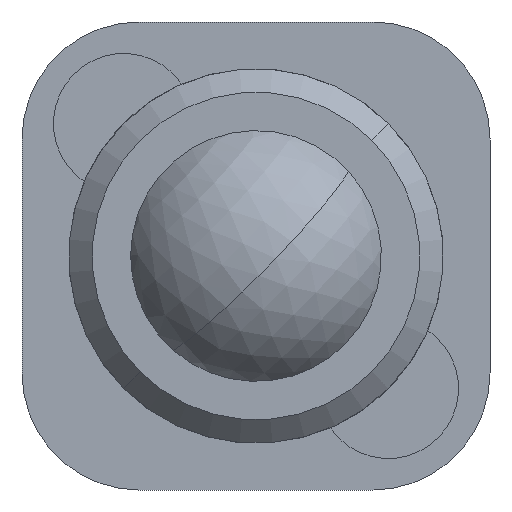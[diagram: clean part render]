
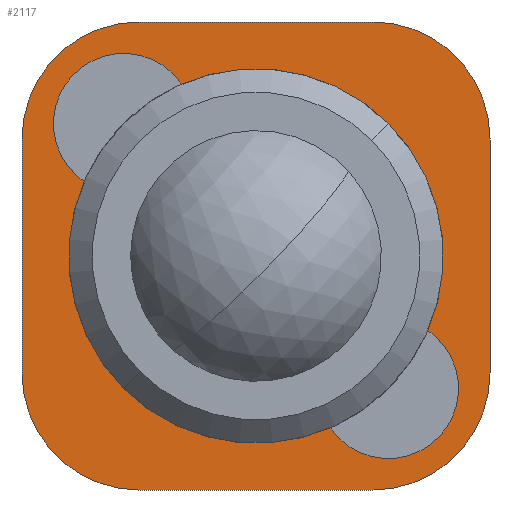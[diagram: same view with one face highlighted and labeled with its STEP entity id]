
A CAD part, front view. The second image highlights one B-rep face of the part: STEP entity #2117.
In plain terms, the highlighted planar face has unit normal (0, -1, 0).
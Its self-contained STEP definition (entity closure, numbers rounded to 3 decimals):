
#39 = ORIENTED_EDGE ( 'NONE', *, *, #4078, .T. ) ;
#78 = DIRECTION ( 'NONE',  ( 0., 1., 0. ) ) ;
#163 = EDGE_CURVE ( 'NONE', #6956, #2334, #5364, .T. ) ;
#261 = CIRCLE ( 'NONE', #6118, 5. ) ;
#276 = AXIS2_PLACEMENT_3D ( 'NONE', #3543, #4167, #6423 ) ;
#344 = CARTESIAN_POINT ( 'NONE',  ( -12.343, -7.5, 8.175 ) ) ;
#345 = AXIS2_PLACEMENT_3D ( 'NONE', #6643, #1052, #7382 ) ;
#615 = LINE ( 'NONE', #3467, #8508 ) ;
#620 = EDGE_CURVE ( 'NONE', #7712, #8799, #5181, .T. ) ;
#667 = EDGE_CURVE ( 'NONE', #3983, #5806, #8621, .T. ) ;
#825 = DIRECTION ( 'NONE',  ( 0.562, 0., 0.827 ) ) ;
#894 = VECTOR ( 'NONE', #8748, 1000. ) ;
#895 = CARTESIAN_POINT ( 'NONE',  ( 2.343, -7.5, 1.825 ) ) ;
#902 = DIRECTION ( 'NONE',  ( 0., 1., 0. ) ) ;
#1052 = DIRECTION ( 'NONE',  ( 0., 1., 0. ) ) ;
#1078 = CARTESIAN_POINT ( 'NONE',  ( 0.657, -7.5, 10.657 ) ) ;
#1108 = ORIENTED_EDGE ( 'NONE', *, *, #9067, .T. ) ;
#1126 = DIRECTION ( 'NONE',  ( 0., -1., 0. ) ) ;
#1158 = DIRECTION ( 'NONE',  ( 1., 0., 0. ) ) ;
#1223 = VERTEX_POINT ( 'NONE', #8779 ) ;
#1262 = VERTEX_POINT ( 'NONE', #4660 ) ;
#1434 = VERTEX_POINT ( 'NONE', #895 ) ;
#1463 = AXIS2_PLACEMENT_3D ( 'NONE', #8251, #4724, #6705 ) ;
#1489 = CARTESIAN_POINT ( 'NONE',  ( -10., -7.5, 10. ) ) ;
#1698 = DIRECTION ( 'NONE',  ( 1., 0., 0. ) ) ;
#1737 = AXIS2_PLACEMENT_3D ( 'NONE', #1489, #7972, #8006 ) ;
#1776 = ORIENTED_EDGE ( 'NONE', *, *, #7688, .T. ) ;
#1878 = DIRECTION ( 'NONE',  ( -0.707, 0., -0.707 ) ) ;
#1952 = FACE_BOUND ( 'NONE', #2971, .T. ) ;
#1994 = CIRCLE ( 'NONE', #345, 3. ) ;
#2022 = AXIS2_PLACEMENT_3D ( 'NONE', #3340, #5608, #2040 ) ;
#2040 = DIRECTION ( 'NONE',  ( -0.397, 0., 0.918 ) ) ;
#2117 = ADVANCED_FACE ( 'NONE', ( #1952, #6887 ), #4769, .T. ) ;
#2150 = EDGE_CURVE ( 'NONE', #1223, #5695, #8309, .T. ) ;
#2238 = DIRECTION ( 'NONE',  ( 0., 1., 0. ) ) ;
#2334 = VERTEX_POINT ( 'NONE', #344 ) ;
#2504 = CIRCLE ( 'NONE', #3271, 5. ) ;
#2544 = ORIENTED_EDGE ( 'NONE', *, *, #3071, .T. ) ;
#2605 = CARTESIAN_POINT ( 'NONE',  ( -8.971, -7.5, 13.138 ) ) ;
#2660 = CARTESIAN_POINT ( 'NONE',  ( -1.029, -7.5, -3.138 ) ) ;
#2703 = EDGE_LOOP ( 'NONE', ( #4222, #5406, #1108, #3450, #5395, #5507, #5003, #8792 ) ) ;
#2814 = CARTESIAN_POINT ( 'NONE',  ( 0., -7.5, 15. ) ) ;
#2898 = DIRECTION ( 'NONE',  ( 0., 0., -1. ) ) ;
#2971 = EDGE_LOOP ( 'NONE', ( #39, #5992, #8680, #5856, #7352, #1776, #2544, #3691 ) ) ;
#3071 = EDGE_CURVE ( 'NONE', #1434, #7712, #4536, .T. ) ;
#3142 = VERTEX_POINT ( 'NONE', #8091 ) ;
#3176 = EDGE_CURVE ( 'NONE', #2334, #8469, #1994, .T. ) ;
#3199 = CARTESIAN_POINT ( 'NONE',  ( -15., -7.5, 0. ) ) ;
#3271 = AXIS2_PLACEMENT_3D ( 'NONE', #7612, #1126, #1698 ) ;
#3340 = CARTESIAN_POINT ( 'NONE',  ( -5., -7.5, 5. ) ) ;
#3450 = ORIENTED_EDGE ( 'NONE', *, *, #6138, .T. ) ;
#3467 = CARTESIAN_POINT ( 'NONE',  ( -10., -7.5, -5. ) ) ;
#3543 = CARTESIAN_POINT ( 'NONE',  ( -5., -7.5, 5. ) ) ;
#3576 = AXIS2_PLACEMENT_3D ( 'NONE', #6907, #902, #8122 ) ;
#3670 = VECTOR ( 'NONE', #5685, 1000. ) ;
#3691 = ORIENTED_EDGE ( 'NONE', *, *, #620, .T. ) ;
#3715 = EDGE_CURVE ( 'NONE', #8469, #1223, #5084, .T. ) ;
#3983 = VERTEX_POINT ( 'NONE', #7103 ) ;
#4078 = EDGE_CURVE ( 'NONE', #8799, #6956, #4188, .T. ) ;
#4167 = DIRECTION ( 'NONE',  ( 0., 1., 0. ) ) ;
#4188 = CIRCLE ( 'NONE', #3576, 8. ) ;
#4206 = VECTOR ( 'NONE', #8944, 1000. ) ;
#4222 = ORIENTED_EDGE ( 'NONE', *, *, #8174, .T. ) ;
#4340 = CARTESIAN_POINT ( 'NONE',  ( 0.657, -7.5, -0.657 ) ) ;
#4536 = CIRCLE ( 'NONE', #4694, 3. ) ;
#4660 = CARTESIAN_POINT ( 'NONE',  ( 5., -7.5, 0. ) ) ;
#4694 = AXIS2_PLACEMENT_3D ( 'NONE', #4340, #78, #5004 ) ;
#4724 = DIRECTION ( 'NONE',  ( 0., 1., 0. ) ) ;
#4769 = PLANE ( 'NONE',  #5311 ) ;
#5003 = ORIENTED_EDGE ( 'NONE', *, *, #5064, .T. ) ;
#5004 = DIRECTION ( 'NONE',  ( 0.562, 0., 0.827 ) ) ;
#5048 = AXIS2_PLACEMENT_3D ( 'NONE', #6480, #2238, #825 ) ;
#5064 = EDGE_CURVE ( 'NONE', #5452, #3142, #261, .T. ) ;
#5084 = CIRCLE ( 'NONE', #1463, 3. ) ;
#5129 = DIRECTION ( 'NONE',  ( -1., 0., 0. ) ) ;
#5181 = CIRCLE ( 'NONE', #5048, 3. ) ;
#5253 = EDGE_CURVE ( 'NONE', #3142, #9226, #615, .T. ) ;
#5285 = LINE ( 'NONE', #6564, #894 ) ;
#5311 = AXIS2_PLACEMENT_3D ( 'NONE', #5518, #9085, #6930 ) ;
#5364 = CIRCLE ( 'NONE', #5506, 8. ) ;
#5395 = ORIENTED_EDGE ( 'NONE', *, *, #667, .T. ) ;
#5406 = ORIENTED_EDGE ( 'NONE', *, *, #8704, .T. ) ;
#5452 = VERTEX_POINT ( 'NONE', #3199 ) ;
#5506 = AXIS2_PLACEMENT_3D ( 'NONE', #9117, #6953, #1878 ) ;
#5507 = ORIENTED_EDGE ( 'NONE', *, *, #8803, .T. ) ;
#5518 = CARTESIAN_POINT ( 'NONE',  ( -5., -7.5, 5. ) ) ;
#5608 = DIRECTION ( 'NONE',  ( 0., 1., 0. ) ) ;
#5685 = DIRECTION ( 'NONE',  ( -1., 0., 0. ) ) ;
#5695 = VERTEX_POINT ( 'NONE', #1078 ) ;
#5739 = CARTESIAN_POINT ( 'NONE',  ( -15., -7.5, 10. ) ) ;
#5806 = VERTEX_POINT ( 'NONE', #5739 ) ;
#5856 = ORIENTED_EDGE ( 'NONE', *, *, #3715, .T. ) ;
#5992 = ORIENTED_EDGE ( 'NONE', *, *, #163, .T. ) ;
#5993 = CIRCLE ( 'NONE', #8374, 5. ) ;
#6090 = CARTESIAN_POINT ( 'NONE',  ( -15., -7.5, 10. ) ) ;
#6118 = AXIS2_PLACEMENT_3D ( 'NONE', #8584, #7982, #5129 ) ;
#6138 = EDGE_CURVE ( 'NONE', #9215, #3983, #7261, .T. ) ;
#6420 = VERTEX_POINT ( 'NONE', #7388 ) ;
#6423 = DIRECTION ( 'NONE',  ( -0.397, 0., 0.918 ) ) ;
#6480 = CARTESIAN_POINT ( 'NONE',  ( 0.657, -7.5, -0.657 ) ) ;
#6530 = DIRECTION ( 'NONE',  ( 0., -1., 0. ) ) ;
#6564 = CARTESIAN_POINT ( 'NONE',  ( 5., -7.5, 0. ) ) ;
#6643 = CARTESIAN_POINT ( 'NONE',  ( -10.657, -7.5, 10.657 ) ) ;
#6705 = DIRECTION ( 'NONE',  ( 0.562, 0., 0.827 ) ) ;
#6870 = CIRCLE ( 'NONE', #276, 8. ) ;
#6887 = FACE_OUTER_BOUND ( 'NONE', #2703, .T. ) ;
#6907 = CARTESIAN_POINT ( 'NONE',  ( -5., -7.5, 5. ) ) ;
#6930 = DIRECTION ( 'NONE',  ( 1., 0., 0. ) ) ;
#6953 = DIRECTION ( 'NONE',  ( 0., 1., 0. ) ) ;
#6956 = VERTEX_POINT ( 'NONE', #7607 ) ;
#7103 = CARTESIAN_POINT ( 'NONE',  ( -10., -7.5, 15. ) ) ;
#7130 = CARTESIAN_POINT ( 'NONE',  ( 0., -7.5, 15. ) ) ;
#7183 = CARTESIAN_POINT ( 'NONE',  ( 0., -7.5, 0. ) ) ;
#7261 = LINE ( 'NONE', #2814, #3670 ) ;
#7352 = ORIENTED_EDGE ( 'NONE', *, *, #2150, .T. ) ;
#7382 = DIRECTION ( 'NONE',  ( 0.562, 0., 0.827 ) ) ;
#7388 = CARTESIAN_POINT ( 'NONE',  ( 5., -7.5, 10. ) ) ;
#7607 = CARTESIAN_POINT ( 'NONE',  ( -10.657, -7.5, -0.657 ) ) ;
#7612 = CARTESIAN_POINT ( 'NONE',  ( 0., -7.5, 10. ) ) ;
#7627 = LINE ( 'NONE', #6090, #4206 ) ;
#7688 = EDGE_CURVE ( 'NONE', #5695, #1434, #6870, .T. ) ;
#7712 = VERTEX_POINT ( 'NONE', #2660 ) ;
#7972 = DIRECTION ( 'NONE',  ( 0., -1., 0. ) ) ;
#7982 = DIRECTION ( 'NONE',  ( 0., -1., 0. ) ) ;
#8006 = DIRECTION ( 'NONE',  ( 0., 0., 1. ) ) ;
#8091 = CARTESIAN_POINT ( 'NONE',  ( -10., -7.5, -5. ) ) ;
#8122 = DIRECTION ( 'NONE',  ( -0.707, 0., -0.707 ) ) ;
#8174 = EDGE_CURVE ( 'NONE', #9226, #1262, #5993, .T. ) ;
#8251 = CARTESIAN_POINT ( 'NONE',  ( -10.657, -7.5, 10.657 ) ) ;
#8309 = CIRCLE ( 'NONE', #2022, 8. ) ;
#8326 = CARTESIAN_POINT ( 'NONE',  ( -1.825, -7.5, -2.343 ) ) ;
#8374 = AXIS2_PLACEMENT_3D ( 'NONE', #7183, #6530, #2898 ) ;
#8469 = VERTEX_POINT ( 'NONE', #2605 ) ;
#8508 = VECTOR ( 'NONE', #1158, 1000. ) ;
#8584 = CARTESIAN_POINT ( 'NONE',  ( -10., -7.5, 0. ) ) ;
#8621 = CIRCLE ( 'NONE', #1737, 5. ) ;
#8680 = ORIENTED_EDGE ( 'NONE', *, *, #3176, .T. ) ;
#8704 = EDGE_CURVE ( 'NONE', #1262, #6420, #5285, .T. ) ;
#8748 = DIRECTION ( 'NONE',  ( 0., 0., 1. ) ) ;
#8779 = CARTESIAN_POINT ( 'NONE',  ( -8.175, -7.5, 12.343 ) ) ;
#8792 = ORIENTED_EDGE ( 'NONE', *, *, #5253, .T. ) ;
#8799 = VERTEX_POINT ( 'NONE', #8326 ) ;
#8803 = EDGE_CURVE ( 'NONE', #5806, #5452, #7627, .T. ) ;
#8944 = DIRECTION ( 'NONE',  ( 0., 0., -1. ) ) ;
#9067 = EDGE_CURVE ( 'NONE', #6420, #9215, #2504, .T. ) ;
#9085 = DIRECTION ( 'NONE',  ( 0., -1., 0. ) ) ;
#9107 = CARTESIAN_POINT ( 'NONE',  ( 0., -7.5, -5. ) ) ;
#9117 = CARTESIAN_POINT ( 'NONE',  ( -5., -7.5, 5. ) ) ;
#9215 = VERTEX_POINT ( 'NONE', #7130 ) ;
#9226 = VERTEX_POINT ( 'NONE', #9107 ) ;
